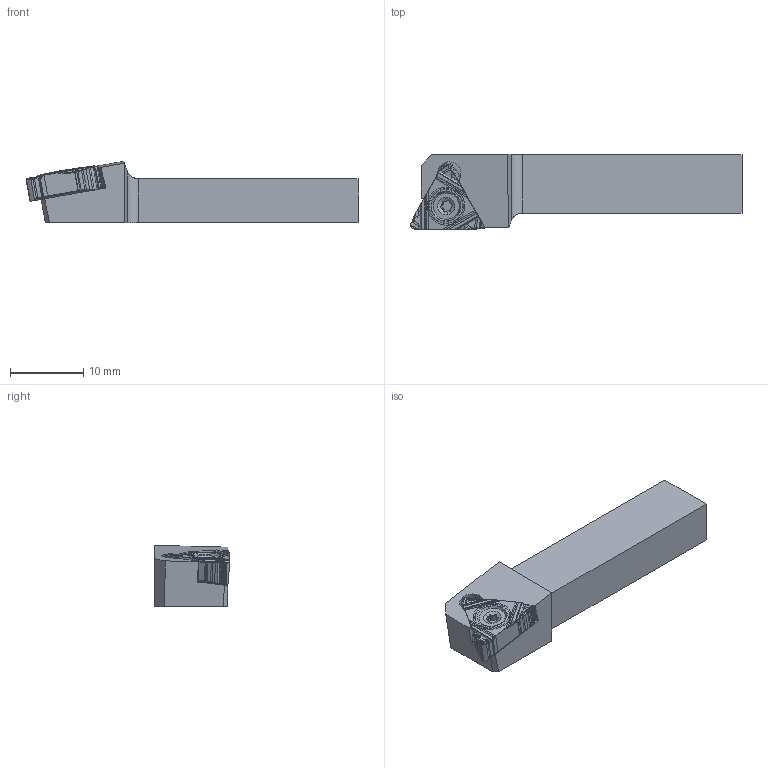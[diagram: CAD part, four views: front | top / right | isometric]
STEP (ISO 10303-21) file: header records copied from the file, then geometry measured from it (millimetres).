
FILE_DESCRIPTION (( 'STEP AP214' ), '1' );
FILE_NAME ('SER0608-11.STEP', '2023-03-15T09:13:53', ( '' ), ( '' ), 'SwSTEP 2.0', 'SolidWorks 2022', '' );
FILE_SCHEMA (( 'AUTOMOTIVE_DESIGN' ));
Length unit declared in the file: millimetre
Products named in the file (12): ER11蚾饜尨砩; 絮え 11ER2.00 ISO; 絮え 11ER1.75 ISO; SER0608-11; 絮え 11ER1.25 ISO; NLM2.5; 絮え 11ER A60 ; 絮え 11ER0.5 ISO; 絮え 11ER1.00 ISO; 絮え 11ER0.75 ISO; 絮え 11ER1.5 ISO
Assembly tree (11 placements, depth 3):
  SER0608-11
    SER0608-11
    ER11蚾饜尨砩
      絮え 11ER A60 
      絮え 11ER0.5 ISO
      絮え 11ER0.75 ISO
      絮え 11ER1.00 ISO
      絮え 11ER1.25 ISO
      絮え 11ER1.5 ISO
      絮え 11ER1.75 ISO
      絮え 11ER2.00 ISO
    NLM2.5
Bounding box: 45.3 x 10.24 x 8.36 mm (x, y, z)
Volume: 3175.1 mm3; surface area: 3095.7 mm2
Topology: 10 solids, 10 shells, 343 faces, 939 edges, 617 vertices
Faces by surface type: plane 209, cylinder 110, cone 24
Entity records: 11421 total; most frequent: CARTESIAN_POINT 2459, ORIENTED_EDGE 1878, DIRECTION 1664, EDGE_CURVE 939, LINE 660, VECTOR 660, VERTEX_POINT 617, AXIS2_PLACEMENT_3D 502
